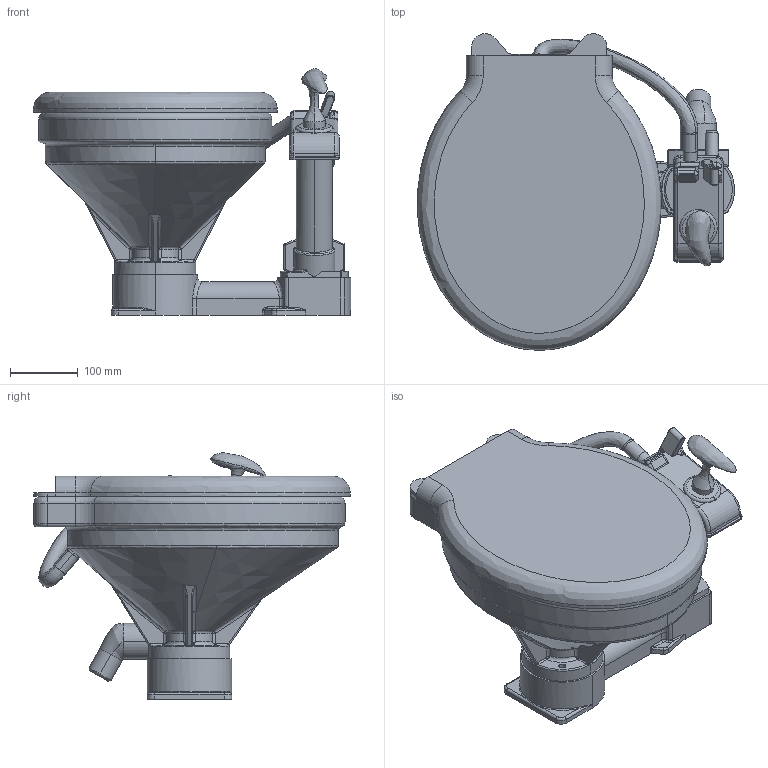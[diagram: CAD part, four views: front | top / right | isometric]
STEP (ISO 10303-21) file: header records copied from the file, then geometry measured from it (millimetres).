
FILE_DESCRIPTION((''),'2;1');
FILE_NAME('MANUAL_COMFORT_ASM','2018-04-20T',('kada'),(''),'CREO PARAMETRIC BY PTC INC, 2016130','CREO PARAMETRIC BY PTC INC, 2016130','');
FILE_SCHEMA(('CONFIG_CONTROL_DESIGN'));
Length unit declared in the file: millimetre
Products named in the file (6): COMFORT_KERAMIK_STD; MANUAL_PUMP_V2_1__; MANUAL_PUMP_V2_2__; HANDLE_; WIRE; MANUAL_COMFORT_ASM
Assembly tree (5 placements, depth 2):
  MANUAL_COMFORT_ASM
    COMFORT_KERAMIK_STD
    MANUAL_PUMP_V2_1__
    MANUAL_PUMP_V2_2__
    HANDLE_
    WIRE
Bounding box: 468.51 x 467.74 x 364.72 mm (x, y, z)
Volume: 8177595.9 mm3; surface area: 1108303.8 mm2
Topology: 5 solids, 5 shells, 624 faces, 1527 edges, 890 vertices
Faces by surface type: cylinder 219, bspline 151, plane 133, torus 78, sphere 20, extrusion 15, cone 6, revolution 2
Entity records: 38626 total; most frequent: CARTESIAN_POINT 24988, ORIENTED_EDGE 2990, DIRECTION 2557, EDGE_CURVE 1495, AXIS2_PLACEMENT_3D 1017, VERTEX_POINT 890, EDGE_LOOP 647, FACE_OUTER_BOUND 624
